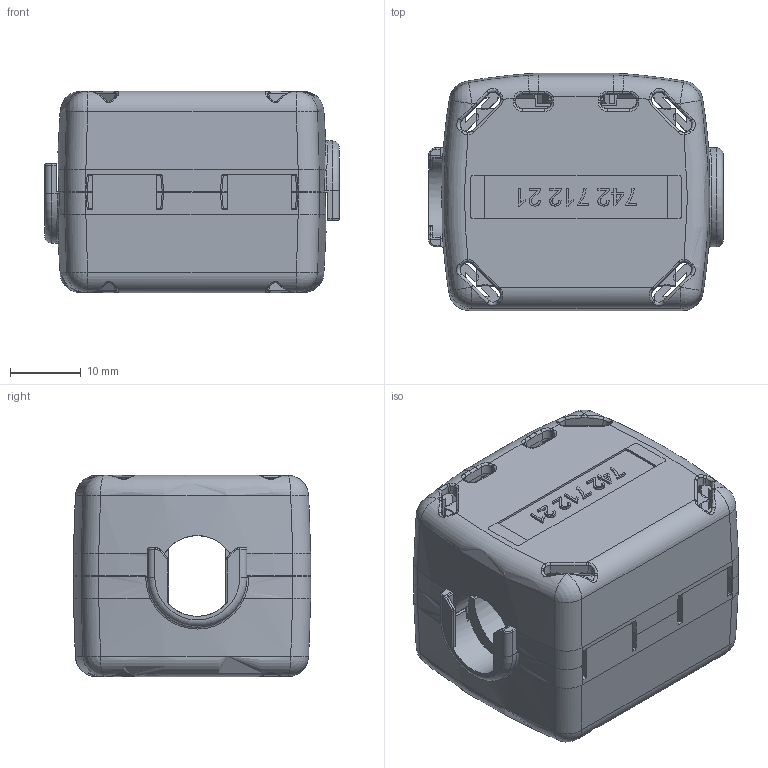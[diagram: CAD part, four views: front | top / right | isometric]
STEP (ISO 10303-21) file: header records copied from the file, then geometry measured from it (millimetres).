
FILE_DESCRIPTION(/* description */ ('Unknown'),/* implementation_level */ '2;1');
FILE_NAME(/* name */ '74271221',/* time_stamp */ '2024-11-06T13:23:36+08:00',/* author */ ('Unknown'),/* organization */ ('Unknown'),/* preprocessor_version */ 'ST-DEVELOPER v19.4',/* originating_system */ 'Solid Edge',/* authorisation */ 'Unknown');
FILE_SCHEMA (('AUTOMOTIVE_DESIGN {1 0 10303 214 3 1 1}'));
Length unit declared in the file: millimetre
Products named in the file (5): 74271221; 74271221_oben; Ferrit; 74271221_unten
Assembly tree (5 placements, depth 3):
  74271221
    74271221_oben
    Ferrit
    74271221_unten
      74271221_unten
      Ferrit
Bounding box: 41.6 x 33.5 x 28.4 mm (x, y, z)
Volume: 23440.5 mm3; surface area: 18308 mm2
Topology: 4 solids, 4 shells, 1460 faces, 3941 edges, 2531 vertices
Faces by surface type: plane 831, cylinder 349, bspline 198, torus 46, cone 20, sphere 16
Full cylindrical faces by diameter (mm): 0.113 x4, 1.8 x2, 3.066 x1, 3.086 x1, 3.2 x2, 4.946 x1
Entity records: 52781 total; most frequent: CARTESIAN_POINT 17657, ORIENTED_EDGE 7790, DIRECTION 6504, EDGE_CURVE 3895, VERTEX_POINT 2514, LINE 2502, VECTOR 2502, AXIS2_PLACEMENT_3D 2001
